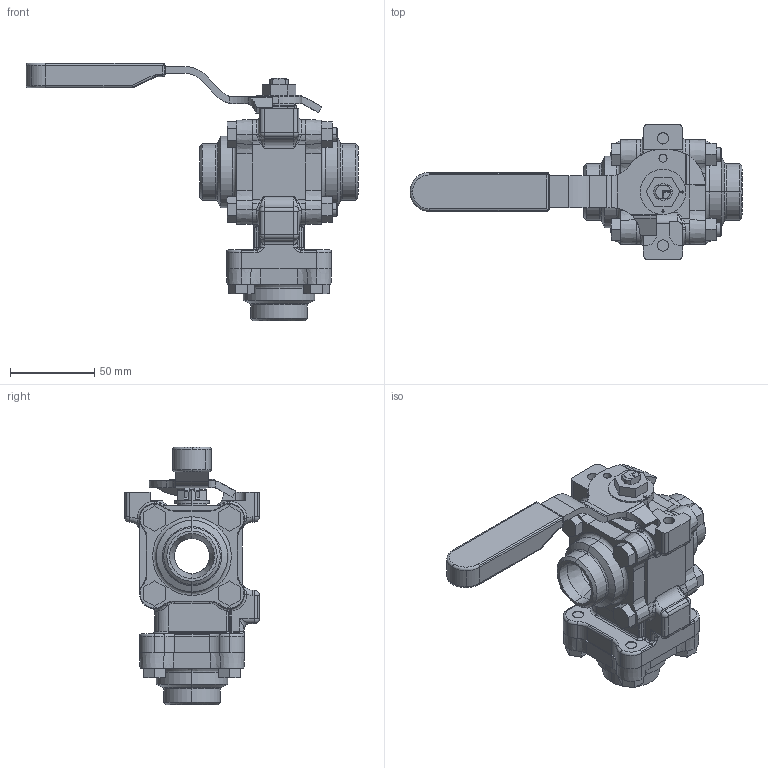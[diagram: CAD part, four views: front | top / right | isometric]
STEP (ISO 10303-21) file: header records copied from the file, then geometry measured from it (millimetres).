
FILE_DESCRIPTION((''),'2;1');
FILE_NAME('AT13 DN25 BWA 3D.stp','2011-05-16T13:46:07',(''),(''),'Mechanical Desktop 2006','Mechanical Desktop 2006',', , ');
FILE_SCHEMA(('CONFIG_CONTROL_DESIGN'));
Length unit declared in the file: millimetre
Products named in the file (12): AT13 DN25 BWA 3D; M8 FULL HEX NUT; M8 X 60 HEX BOLT; M8 X 20 HEX BOLT; FLOW INDICATOR; GLAND NUT; WRENCH; SLEEVE; LOCKING CLIP; 10 AT13 STEM BUILD; BWA; BODY
Assembly tree (23 placements, depth 2):
  AT13 DN25 BWA 3D
    M8 FULL HEX NUT  x4
    M8 X 60 HEX BOLT  x4
    M8 X 20 HEX BOLT  x4
    FLOW INDICATOR
    GLAND NUT  x2
    WRENCH
    SLEEVE
    LOCKING CLIP
    10 AT13 STEM BUILD
    BWA  x3
    BODY
Bounding box: 196.84 x 80 x 152.81 mm (x, y, z)
Volume: 345482 mm3; surface area: 111916.1 mm2
Topology: 23 solids, 23 shells, 845 faces, 2137 edges, 1331 vertices
Faces by surface type: cylinder 344, plane 293, cone 86, bspline 82, torus 28, sphere 12
Entity records: 27675 total; most frequent: CARTESIAN_POINT 12019, DIRECTION 3328, ORIENTED_EDGE 3198, EDGE_CURVE 1599, AXIS2_PLACEMENT_3D 1282, VERTEX_POINT 1003, VECTOR 764, LINE 764
